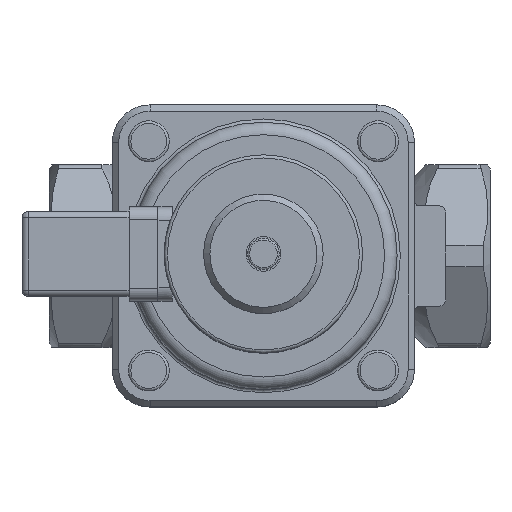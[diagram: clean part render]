
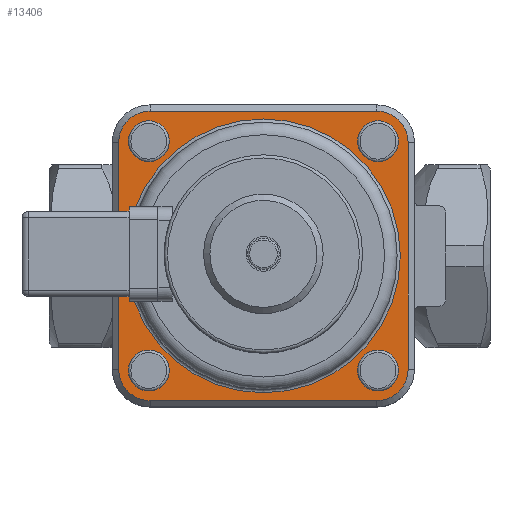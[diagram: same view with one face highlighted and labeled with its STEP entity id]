
A CAD part, top view. The second image highlights one B-rep face of the part: STEP entity #13406.
In plain terms, the highlighted planar face has unit normal (0, 0, 1).
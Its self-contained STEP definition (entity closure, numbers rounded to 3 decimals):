
#430=FACE_BOUND('',#3151,.T.);
#1791=PLANE('',#14341);
#2361=FACE_OUTER_BOUND('',#3150,.T.);
#3150=EDGE_LOOP('',(#11129,#11130,#11131,#11132,#11133,#11134,#11135,#11136));
#3151=EDGE_LOOP('',(#11137));
#3947=LINE('',#34785,#4712);
#3948=LINE('',#34789,#4713);
#3949=LINE('',#34793,#4714);
#3950=LINE('',#34797,#4715);
#4712=VECTOR('',#16591,10.);
#4713=VECTOR('',#16594,10.);
#4714=VECTOR('',#16597,10.);
#4715=VECTOR('',#16600,10.);
#5276=CIRCLE('',#14342,10.);
#5277=CIRCLE('',#14343,10.);
#5278=CIRCLE('',#14344,10.);
#5279=CIRCLE('',#14345,10.);
#5280=CIRCLE('',#14346,43.5);
#6434=VERTEX_POINT('',#34783);
#6435=VERTEX_POINT('',#34784);
#6436=VERTEX_POINT('',#34786);
#6437=VERTEX_POINT('',#34788);
#6438=VERTEX_POINT('',#34790);
#6439=VERTEX_POINT('',#34792);
#6440=VERTEX_POINT('',#34794);
#6441=VERTEX_POINT('',#34796);
#6442=VERTEX_POINT('',#34799);
#8081=EDGE_CURVE('',#6434,#6435,#3947,.T.);
#8082=EDGE_CURVE('',#6436,#6434,#5276,.T.);
#8083=EDGE_CURVE('',#6437,#6436,#3948,.T.);
#8084=EDGE_CURVE('',#6438,#6437,#5277,.T.);
#8085=EDGE_CURVE('',#6439,#6438,#3949,.T.);
#8086=EDGE_CURVE('',#6440,#6439,#5278,.T.);
#8087=EDGE_CURVE('',#6441,#6440,#3950,.T.);
#8088=EDGE_CURVE('',#6435,#6441,#5279,.T.);
#8089=EDGE_CURVE('',#6442,#6442,#5280,.T.);
#11129=ORIENTED_EDGE('',*,*,#8081,.F.);
#11130=ORIENTED_EDGE('',*,*,#8082,.F.);
#11131=ORIENTED_EDGE('',*,*,#8083,.F.);
#11132=ORIENTED_EDGE('',*,*,#8084,.F.);
#11133=ORIENTED_EDGE('',*,*,#8085,.F.);
#11134=ORIENTED_EDGE('',*,*,#8086,.F.);
#11135=ORIENTED_EDGE('',*,*,#8087,.F.);
#11136=ORIENTED_EDGE('',*,*,#8088,.F.);
#11137=ORIENTED_EDGE('',*,*,#8089,.F.);
#13406=ADVANCED_FACE('',(#2361,#430),#1791,.T.);
#14341=AXIS2_PLACEMENT_3D('',#34782,#16589,#16590);
#14342=AXIS2_PLACEMENT_3D('',#34787,#16592,#16593);
#14343=AXIS2_PLACEMENT_3D('',#34791,#16595,#16596);
#14344=AXIS2_PLACEMENT_3D('',#34795,#16598,#16599);
#14345=AXIS2_PLACEMENT_3D('',#34798,#16601,#16602);
#14346=AXIS2_PLACEMENT_3D('',#34800,#16603,#16604);
#16589=DIRECTION('center_axis',(0.,0.,
1.));
#16590=DIRECTION('ref_axis',(1.,0.,0.));
#16591=DIRECTION('',(1.,0.,0.));
#16592=DIRECTION('center_axis',(0.,0.,
-1.));
#16593=DIRECTION('ref_axis',(-0.707,0.707,0.));
#16594=DIRECTION('',(0.,1.,0.));
#16595=DIRECTION('center_axis',(0.,0.,
-1.));
#16596=DIRECTION('ref_axis',(-0.707,-0.707,0.));
#16597=DIRECTION('',(-1.,0.,0.));
#16598=DIRECTION('center_axis',(0.,0.,
-1.));
#16599=DIRECTION('ref_axis',(0.707,-0.707,0.));
#16600=DIRECTION('',(0.,-1.,0.));
#16601=DIRECTION('center_axis',(0.,0.,
-1.));
#16602=DIRECTION('ref_axis',(0.707,0.707,0.));
#16603=DIRECTION('center_axis',(0.,0.,
1.));
#16604=DIRECTION('ref_axis',(0.,1.,0.));
#34782=CARTESIAN_POINT('Origin',(0.,-42.5,60.5));
#34783=CARTESIAN_POINT('',(-36.,46.,60.5));
#34784=CARTESIAN_POINT('',(36.,46.,60.5));
#34785=CARTESIAN_POINT('',(24.,46.,60.5));
#34786=CARTESIAN_POINT('',(-46.,36.,60.5));
#34787=CARTESIAN_POINT('Origin',(-36.,36.,60.5));
#34788=CARTESIAN_POINT('',(-46.,-36.,60.5));
#34789=CARTESIAN_POINT('',(-46.,2.75,60.5));
#34790=CARTESIAN_POINT('',(-36.,-46.,60.5));
#34791=CARTESIAN_POINT('Origin',(-36.,-36.,60.5));
#34792=CARTESIAN_POINT('',(36.,-46.,60.5));
#34793=CARTESIAN_POINT('',(-24.,-46.,60.5));
#34794=CARTESIAN_POINT('',(46.,-36.,60.5));
#34795=CARTESIAN_POINT('Origin',(36.,-36.,60.5));
#34796=CARTESIAN_POINT('',(46.,36.,60.5));
#34797=CARTESIAN_POINT('',(46.,-45.25,60.5));
#34798=CARTESIAN_POINT('Origin',(36.,36.,60.5));
#34799=CARTESIAN_POINT('',(-43.5,0.,60.5));
#34800=CARTESIAN_POINT('Origin',(0.,0.,
60.5));
